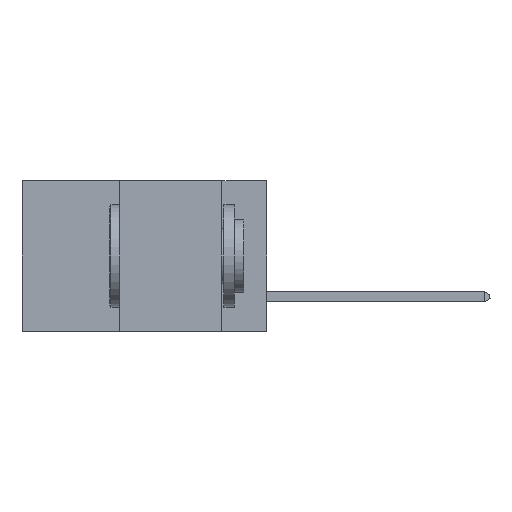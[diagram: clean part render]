
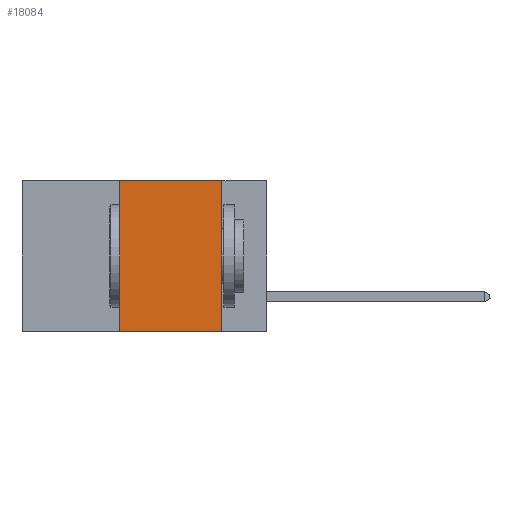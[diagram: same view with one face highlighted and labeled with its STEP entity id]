
A CAD part, left-side view. The second image highlights one B-rep face of the part: STEP entity #18084.
In plain terms, the highlighted planar face has unit normal (-1, 0, 0).
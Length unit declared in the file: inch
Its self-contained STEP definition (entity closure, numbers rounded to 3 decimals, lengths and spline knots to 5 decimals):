
#1770 = DIRECTION ( 'NONE',  ( 0., 0., -1. ) ) ;
#1784 = CARTESIAN_POINT ( 'NONE',  ( 0., 0.36, -0.37 ) ) ;
#3148 = DIRECTION ( 'NONE',  ( 0., -1., 0. ) ) ;
#3625 = VECTOR ( 'NONE', #1770, 39.37008 ) ;
#4283 = CARTESIAN_POINT ( 'NONE',  ( 0., 0.6, 0. ) ) ;
#5045 = ORIENTED_EDGE ( 'NONE', *, *, #19954, .F. ) ;
#6095 = EDGE_CURVE ( 'NONE', #37404, #36864, #26462, .T. ) ;
#7450 = CARTESIAN_POINT ( 'NONE',  ( 0., 0.6, 0. ) ) ;
#8165 = LINE ( 'NONE', #18104, #42351 ) ;
#12390 = ORIENTED_EDGE ( 'NONE', *, *, #12958, .F. ) ;
#12958 = EDGE_CURVE ( 'NONE', #17557, #39082, #39009, .T. ) ;
#14500 = DIRECTION ( 'NONE',  ( 0., 0., -1. ) ) ;
#15043 = CARTESIAN_POINT ( 'NONE',  ( 0., 0.11, 0. ) ) ;
#16642 = CARTESIAN_POINT ( 'NONE',  ( 0., 0.11, 0. ) ) ;
#17557 = VERTEX_POINT ( 'NONE', #34605 ) ;
#17684 = VECTOR ( 'NONE', #3148, 39.37008 ) ;
#18084 = ADVANCED_FACE ( 'NONE', ( #35188 ), #37828, .F. ) ;
#18104 = CARTESIAN_POINT ( 'NONE',  ( 0., 0.36, 0. ) ) ;
#18420 = ORIENTED_EDGE ( 'NONE', *, *, #6095, .T. ) ;
#19596 = CARTESIAN_POINT ( 'NONE',  ( 0., 0.6, -0.37 ) ) ;
#19954 = EDGE_CURVE ( 'NONE', #37404, #17557, #8165, .T. ) ;
#26462 = LINE ( 'NONE', #19596, #17684 ) ;
#30558 = ORIENTED_EDGE ( 'NONE', *, *, #40137, .F. ) ;
#32615 = CARTESIAN_POINT ( 'NONE',  ( 0., 0.11, -0.37 ) ) ;
#32659 = AXIS2_PLACEMENT_3D ( 'NONE', #7450, #41048, #14500 ) ;
#33783 = VECTOR ( 'NONE', #34234, 39.37008 ) ;
#34234 = DIRECTION ( 'NONE',  ( 0., -1., 0. ) ) ;
#34605 = CARTESIAN_POINT ( 'NONE',  ( 0., 0.36, 0. ) ) ;
#35188 = FACE_OUTER_BOUND ( 'NONE', #35336, .T. ) ;
#35336 = EDGE_LOOP ( 'NONE', ( #30558, #12390, #5045, #18420 ) ) ;
#36864 = VERTEX_POINT ( 'NONE', #32615 ) ;
#37404 = VERTEX_POINT ( 'NONE', #1784 ) ;
#37662 = DIRECTION ( 'NONE',  ( 0., 0., 1. ) ) ;
#37828 = PLANE ( 'NONE',  #32659 ) ;
#38353 = LINE ( 'NONE', #15043, #3625 ) ;
#39009 = LINE ( 'NONE', #4283, #33783 ) ;
#39082 = VERTEX_POINT ( 'NONE', #16642 ) ;
#40137 = EDGE_CURVE ( 'NONE', #39082, #36864, #38353, .T. ) ;
#41048 = DIRECTION ( 'NONE',  ( 1., 0., 0. ) ) ;
#42351 = VECTOR ( 'NONE', #37662, 39.37008 ) ;
